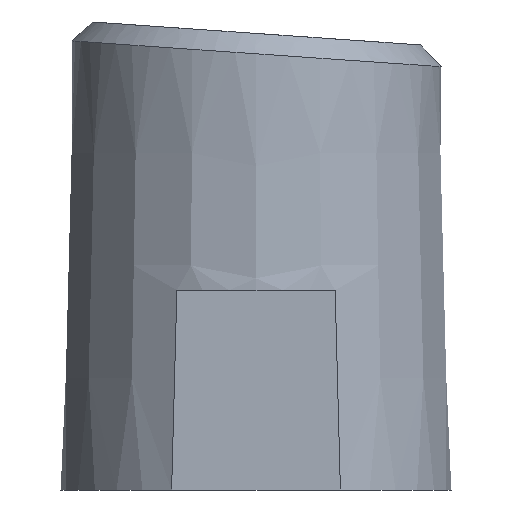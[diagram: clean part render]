
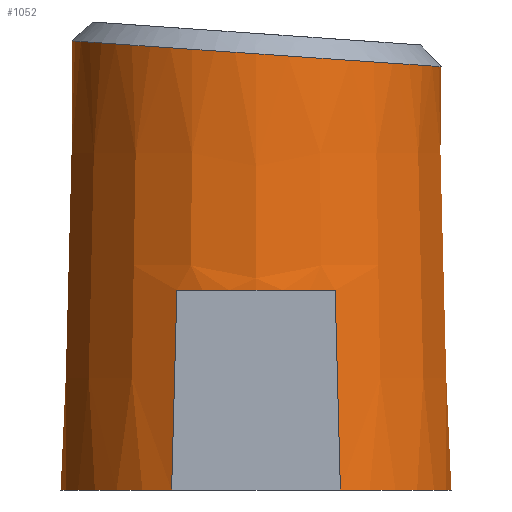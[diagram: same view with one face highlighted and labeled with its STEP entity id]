
A CAD part, left-side view. The second image highlights one B-rep face of the part: STEP entity #1052.
In plain terms, the highlighted conical face has half-angle 1.5 degrees and reference radius 2.25 mm.
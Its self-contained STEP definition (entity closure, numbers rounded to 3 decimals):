
#20=B_SPLINE_CURVE_WITH_KNOTS('',3,(#2092,#2093,#2094,#2095,#2096,#2097,
#2098,#2099,#2100),.UNSPECIFIED.,.F.,.F.,(4,1,1,1,1,1,4),(-3.142,
-2.244,-1.346,-0.449,0.449,
1.346,1.577),.UNSPECIFIED.);
#21=B_SPLINE_CURVE_WITH_KNOTS('',3,(#2101,#2102,#2103,#2104,#2105),
 .UNSPECIFIED.,.F.,.F.,(4,1,4),(1.577,2.244,3.142),
 .UNSPECIFIED.);
#138=LINE('',#2108,#220);
#220=VECTOR('',#1430,2.25);
#324=FACE_OUTER_BOUND('',#389,.T.);
#389=EDGE_LOOP('',(#912,#913,#914,#915,#916,#917,#918,#919,#920,#921,#922,
#923,#924));
#423=CIRCLE('',#1172,2.349);
#424=CIRCLE('',#1173,2.413);
#425=CIRCLE('',#1174,2.349);
#426=CIRCLE('',#1175,2.413);
#427=CIRCLE('',#1176,2.349);
#436=(
BOUNDED_CURVE()
B_SPLINE_CURVE(2,(#2112,#2113,#2114),.UNSPECIFIED.,.F.,.F.)
B_SPLINE_CURVE_WITH_KNOTS((3,3),(9753.41,9758.246),
 .UNSPECIFIED.)
CURVE()
GEOMETRIC_REPRESENTATION_ITEM()
RATIONAL_B_SPLINE_CURVE((1.,1.,1.))
REPRESENTATION_ITEM('')
);
#437=(
BOUNDED_CURVE()
B_SPLINE_CURVE(2,(#2118,#2119,#2120),.UNSPECIFIED.,.F.,.F.)
B_SPLINE_CURVE_WITH_KNOTS((3,3),(10262.356,10267.192),
 .UNSPECIFIED.)
CURVE()
GEOMETRIC_REPRESENTATION_ITEM()
RATIONAL_B_SPLINE_CURVE((1.,1.,1.))
REPRESENTATION_ITEM('')
);
#438=(
BOUNDED_CURVE()
B_SPLINE_CURVE(2,(#2124,#2125,#2126),.UNSPECIFIED.,.F.,.F.)
B_SPLINE_CURVE_WITH_KNOTS((3,3),(9753.41,9758.246),
 .UNSPECIFIED.)
CURVE()
GEOMETRIC_REPRESENTATION_ITEM()
RATIONAL_B_SPLINE_CURVE((1.,1.,1.))
REPRESENTATION_ITEM('')
);
#439=(
BOUNDED_CURVE()
B_SPLINE_CURVE(2,(#2130,#2131,#2132),.UNSPECIFIED.,.F.,.F.)
B_SPLINE_CURVE_WITH_KNOTS((3,3),(10262.356,10267.192),
 .UNSPECIFIED.)
CURVE()
GEOMETRIC_REPRESENTATION_ITEM()
RATIONAL_B_SPLINE_CURVE((1.,1.,1.))
REPRESENTATION_ITEM('')
);
#515=VERTEX_POINT('',#2089);
#516=VERTEX_POINT('',#2091);
#517=VERTEX_POINT('',#2107);
#518=VERTEX_POINT('',#2109);
#519=VERTEX_POINT('',#2111);
#520=VERTEX_POINT('',#2115);
#521=VERTEX_POINT('',#2117);
#522=VERTEX_POINT('',#2121);
#523=VERTEX_POINT('',#2123);
#524=VERTEX_POINT('',#2127);
#525=VERTEX_POINT('',#2129);
#654=EDGE_CURVE('',#515,#516,#20,.T.);
#655=EDGE_CURVE('',#516,#515,#21,.T.);
#656=EDGE_CURVE('',#516,#517,#138,.T.);
#657=EDGE_CURVE('',#517,#518,#423,.T.);
#658=EDGE_CURVE('',#518,#519,#436,.F.);
#659=EDGE_CURVE('',#519,#520,#424,.F.);
#660=EDGE_CURVE('',#520,#521,#437,.F.);
#661=EDGE_CURVE('',#521,#522,#425,.T.);
#662=EDGE_CURVE('',#522,#523,#438,.F.);
#663=EDGE_CURVE('',#523,#524,#426,.F.);
#664=EDGE_CURVE('',#524,#525,#439,.F.);
#665=EDGE_CURVE('',#525,#517,#427,.T.);
#912=ORIENTED_EDGE('',*,*,#654,.F.);
#913=ORIENTED_EDGE('',*,*,#655,.F.);
#914=ORIENTED_EDGE('',*,*,#656,.T.);
#915=ORIENTED_EDGE('',*,*,#657,.T.);
#916=ORIENTED_EDGE('',*,*,#658,.T.);
#917=ORIENTED_EDGE('',*,*,#659,.T.);
#918=ORIENTED_EDGE('',*,*,#660,.T.);
#919=ORIENTED_EDGE('',*,*,#661,.T.);
#920=ORIENTED_EDGE('',*,*,#662,.T.);
#921=ORIENTED_EDGE('',*,*,#663,.T.);
#922=ORIENTED_EDGE('',*,*,#664,.T.);
#923=ORIENTED_EDGE('',*,*,#665,.T.);
#924=ORIENTED_EDGE('',*,*,#656,.F.);
#1004=CONICAL_SURFACE('',#1171,2.25,0.026);
#1052=ADVANCED_FACE('',(#324),#1004,.T.);
#1171=AXIS2_PLACEMENT_3D('',#2106,#1428,#1429);
#1172=AXIS2_PLACEMENT_3D('',#2110,#1431,#1432);
#1173=AXIS2_PLACEMENT_3D('',#2116,#1433,#1434);
#1174=AXIS2_PLACEMENT_3D('',#2122,#1435,#1436);
#1175=AXIS2_PLACEMENT_3D('',#2128,#1437,#1438);
#1176=AXIS2_PLACEMENT_3D('',#2133,#1439,#1440);
#1428=DIRECTION('center_axis',(0.,0.,-1.));
#1429=DIRECTION('ref_axis',(1.,0.,0.));
#1430=DIRECTION('',(-0.026,0.,-1.));
#1431=DIRECTION('center_axis',(0.,0.,1.));
#1432=DIRECTION('ref_axis',(1.,0.,0.));
#1433=DIRECTION('center_axis',(0.,0.,-1.));
#1434=DIRECTION('ref_axis',(1.,0.,0.));
#1435=DIRECTION('center_axis',(0.,0.,1.));
#1436=DIRECTION('ref_axis',(1.,0.,0.));
#1437=DIRECTION('center_axis',(0.,0.,-1.));
#1438=DIRECTION('ref_axis',(1.,0.,0.));
#1439=DIRECTION('center_axis',(0.,0.,1.));
#1440=DIRECTION('ref_axis',(1.,0.,0.));
#2089=CARTESIAN_POINT('',(0.,-13.821,7.977));
#2091=CARTESIAN_POINT('',(-2.273,-11.543,8.135));
#2092=CARTESIAN_POINT('Ctrl Pts',(0.,-13.821,
7.977));
#2093=CARTESIAN_POINT('Ctrl Pts',(0.685,-13.821,7.977));
#2094=CARTESIAN_POINT('Ctrl Pts',(2.049,-13.159,8.022));
#2095=CARTESIAN_POINT('Ctrl Pts',(2.529,-10.948,8.176));
#2096=CARTESIAN_POINT('Ctrl Pts',(1.117,-9.203,8.299));
#2097=CARTESIAN_POINT('Ctrl Pts',(-1.116,-9.207,8.298));
#2098=CARTESIAN_POINT('Ctrl Pts',(-2.182,-10.515,8.207));
#2099=CARTESIAN_POINT('Ctrl Pts',(-2.274,-11.368,8.147));
#2100=CARTESIAN_POINT('Ctrl Pts',(-2.273,-11.543,8.135));
#2101=CARTESIAN_POINT('Ctrl Pts',(-2.273,-11.543,8.135));
#2102=CARTESIAN_POINT('Ctrl Pts',(-2.27,-12.049,8.1));
#2103=CARTESIAN_POINT('Ctrl Pts',(-1.871,-13.244,8.017));
#2104=CARTESIAN_POINT('Ctrl Pts',(-0.685,-13.821,
7.977));
#2105=CARTESIAN_POINT('Ctrl Pts',(0.,-13.821,
7.977));
#2106=CARTESIAN_POINT('Origin',(0.,-11.544,
9.));
#2107=CARTESIAN_POINT('',(-2.349,-11.544,5.225));
#2108=CARTESIAN_POINT('',(-2.25,-11.544,9.));
#2109=CARTESIAN_POINT('',(-2.137,-12.518,5.225));
#2110=CARTESIAN_POINT('Origin',(0.,-11.544,
5.225));
#2111=CARTESIAN_POINT('',(-2.178,-12.583,2.767));
#2112=CARTESIAN_POINT('Ctrl Pts',(-2.178,-12.583,2.767));
#2113=CARTESIAN_POINT('Ctrl Pts',(-2.158,-12.55,4.008));
#2114=CARTESIAN_POINT('Ctrl Pts',(-2.137,-12.518,5.225));
#2115=CARTESIAN_POINT('',(2.178,-12.583,2.767));
#2116=CARTESIAN_POINT('Origin',(0.,-11.544,
2.767));
#2117=CARTESIAN_POINT('',(2.137,-12.518,5.225));
#2118=CARTESIAN_POINT('Ctrl Pts',(2.137,-12.518,5.225));
#2119=CARTESIAN_POINT('Ctrl Pts',(2.158,-12.55,4.008));
#2120=CARTESIAN_POINT('Ctrl Pts',(2.178,-12.583,2.767));
#2121=CARTESIAN_POINT('',(2.137,-10.571,5.225));
#2122=CARTESIAN_POINT('Origin',(0.,-11.544,
5.225));
#2123=CARTESIAN_POINT('',(2.178,-10.506,2.767));
#2124=CARTESIAN_POINT('Ctrl Pts',(2.178,-10.506,2.767));
#2125=CARTESIAN_POINT('Ctrl Pts',(2.158,-10.539,4.008));
#2126=CARTESIAN_POINT('Ctrl Pts',(2.137,-10.571,5.225));
#2127=CARTESIAN_POINT('',(-2.178,-10.506,2.767));
#2128=CARTESIAN_POINT('Origin',(0.,-11.544,
2.767));
#2129=CARTESIAN_POINT('',(-2.137,-10.571,5.225));
#2130=CARTESIAN_POINT('Ctrl Pts',(-2.137,-10.571,5.225));
#2131=CARTESIAN_POINT('Ctrl Pts',(-2.158,-10.539,4.008));
#2132=CARTESIAN_POINT('Ctrl Pts',(-2.178,-10.506,2.767));
#2133=CARTESIAN_POINT('Origin',(0.,-11.544,
5.225));
